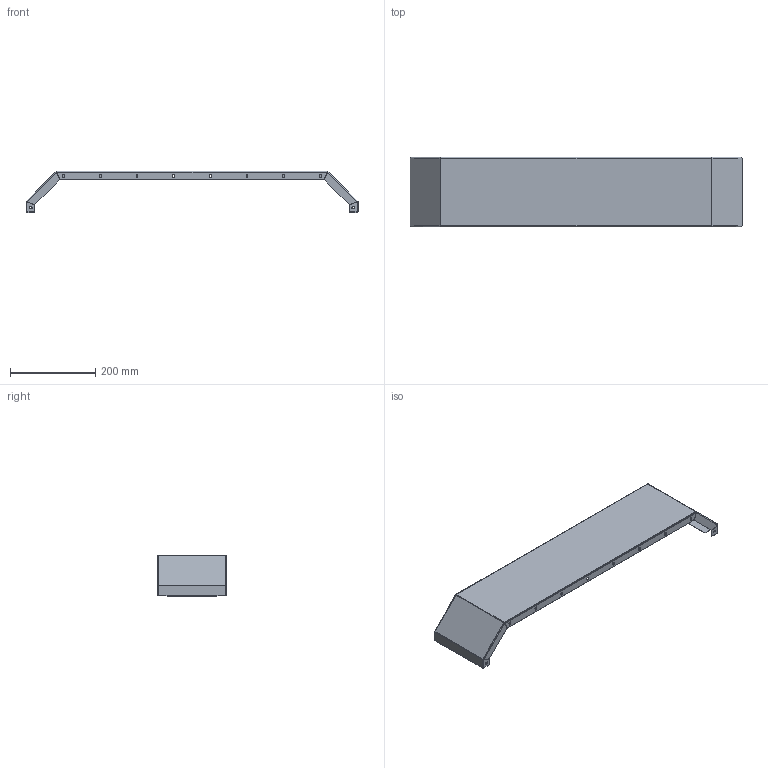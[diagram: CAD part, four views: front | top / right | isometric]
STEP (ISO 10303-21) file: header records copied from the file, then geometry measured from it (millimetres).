
FILE_DESCRIPTION (( 'STEP AP203' ), '1' );
FILE_NAME ('MMP.00.00.00.003 Side panel.STEP', '2023-02-14T11:22:24', ( '' ), ( '' ), 'SwSTEP 2.0', 'SolidWorks 2017', '' );
FILE_SCHEMA (( 'CONFIG_CONTROL_DESIGN' ));
Length unit declared in the file: millimetre
Products named in the file (1): MMP.00.00.00.003 Side panel
Bounding box: 778.6 x 163 x 97.5 mm (x, y, z)
Volume: 143888.7 mm3; surface area: 361970.9 mm2
Topology: 1 solids, 1 shells, 214 faces, 508 edges, 296 vertices
Faces by surface type: plane 122, cylinder 76, bspline 16
Entity records: 6929 total; most frequent: CARTESIAN_POINT 1931, ORIENTED_EDGE 1016, DIRECTION 994, EDGE_CURVE 508, LINE 356, VECTOR 356, AXIS2_PLACEMENT_3D 319, VERTEX_POINT 296
